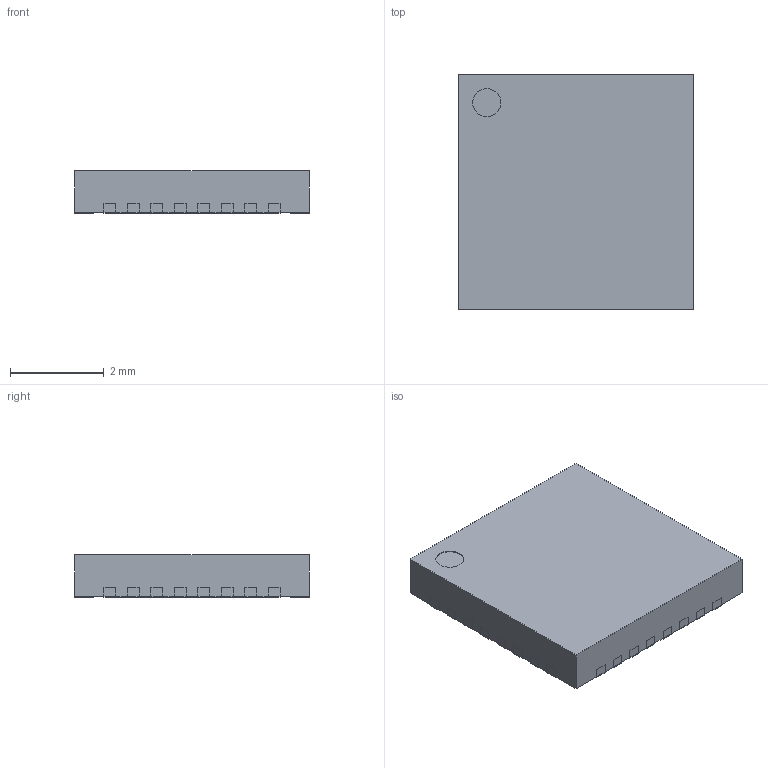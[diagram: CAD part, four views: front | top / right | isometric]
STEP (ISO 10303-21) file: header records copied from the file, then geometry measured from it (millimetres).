
FILE_DESCRIPTION (( 'STEP AP214' ), '1' );
FILE_NAME ('qfn325x5.STEP', '2022-10-24T02:44:26', ( '' ), ( '' ), 'SwSTEP 2.0', 'SolidWorks 2019', '' );
FILE_SCHEMA (( 'AUTOMOTIVE_DESIGN' ));
Length unit declared in the file: millimetre
Products named in the file (1): qfn325x5
Bounding box: 5 x 5 x 0.9 mm (x, y, z)
Surface area: 119.8 mm2
Topology: 66 solids, 66 shells, 552 faces, 1257 edges, 838 vertices
Faces by surface type: plane 550, cylinder 2
Entity records: 15883 total; most frequent: CARTESIAN_POINT 2648, ORIENTED_EDGE 2514, DIRECTION 2367, EDGE_CURVE 1257, LINE 1253, VECTOR 1253, VERTEX_POINT 838, AXIS2_PLACEMENT_3D 557
